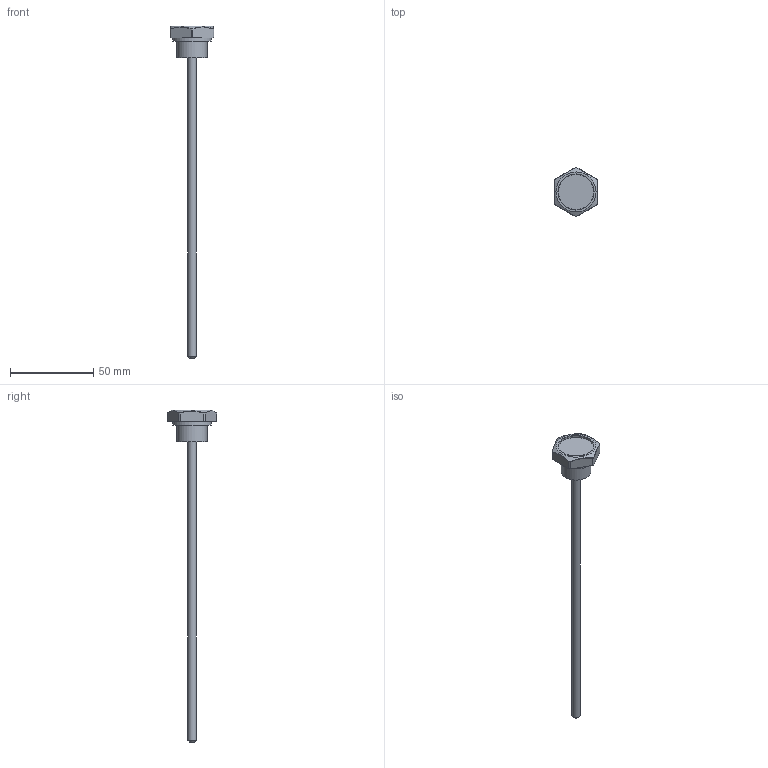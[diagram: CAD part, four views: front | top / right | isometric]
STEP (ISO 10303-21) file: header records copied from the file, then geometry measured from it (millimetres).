
FILE_DESCRIPTION( ( 'Unknown' ), '1' );
FILE_NAME( '6312600_TAO1.stp', 'Unknown', ( 'Unknown' ), ( 'Unknown' ), 'PSStep 14.0', 'Unknown', ' ' );
FILE_SCHEMA( ( 'AUTOMOTIVE_DESIGN { 1 0 10303 214 1 1 1 1 }' ) );
Length unit declared in the file: millimetre
Products named in the file (1): 6312499
Bounding box: 26 x 29.71 x 199 mm (x, y, z)
Volume: 9886.3 mm3; surface area: 6176.1 mm2
Topology: 1 solids, 6 shells, 61 faces, 123 edges, 75 vertices
Faces by surface type: plane 19, cylinder 16, bspline 12, cone 8, torus 6
Full cylindrical faces by diameter (mm): 5 x6, 11 x1, 18 x1, 21.1 x1, 23 x1
Entity records: 3452 total; most frequent: CARTESIAN_POINT 1836, DIRECTION 224, ORIENTED_EDGE 190, AXIS2_PLACEMENT_3D 103, EDGE_LOOP 96, EDGE_CURVE 95, FACE_OUTER_BOUND 77, VERTEX_POINT 71
